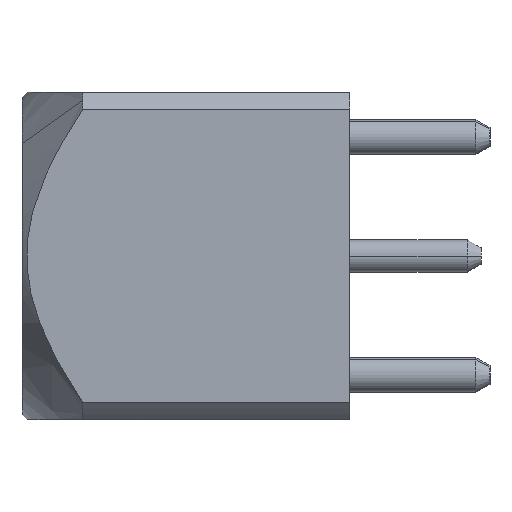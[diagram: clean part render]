
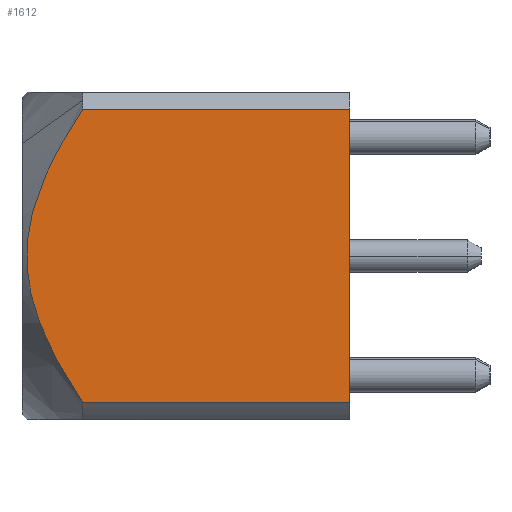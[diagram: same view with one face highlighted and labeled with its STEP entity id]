
A CAD part, left-side view. The second image highlights one B-rep face of the part: STEP entity #1612.
In plain terms, the highlighted planar face has unit normal (-1, 0, 0).
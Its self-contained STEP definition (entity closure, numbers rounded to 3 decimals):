
#3 = VERTEX_POINT ( 'NONE', #598 ) ;
#43 = AXIS2_PLACEMENT_3D ( 'NONE', #2514, #2061, #914 ) ;
#44 = CARTESIAN_POINT ( 'NONE',  ( -17.55, 2.2, -3.137 ) ) ;
#85 = ORIENTED_EDGE ( 'NONE', *, *, #544, .F. ) ;
#206 = CARTESIAN_POINT ( 'NONE',  ( -17.55, -3.5, 0. ) ) ;
#278 = CARTESIAN_POINT ( 'NONE',  ( -17.55, -3.5, -3.137 ) ) ;
#403 = CARTESIAN_POINT ( 'NONE',  ( -17.55, 2.2, 3.137 ) ) ;
#438 = EDGE_LOOP ( 'NONE', ( #2494, #1290, #85, #546 ) ) ;
#494 = VECTOR ( 'NONE', #1686, 1000. ) ;
#544 = EDGE_CURVE ( 'NONE', #2351, #1519, #1185, .T. ) ;
#546 = ORIENTED_EDGE ( 'NONE', *, *, #1373, .T. ) ;
#566 = VECTOR ( 'NONE', #992, 1000. ) ;
#598 = CARTESIAN_POINT ( 'NONE',  ( -17.55, 2.2, -3.137 ) ) ;
#876 = CARTESIAN_POINT ( 'NONE',  ( -17.55, -3.5, 3.137 ) ) ;
#914 = DIRECTION ( 'NONE',  ( 0., 0., 1. ) ) ;
#942 =( BOUNDED_CURVE ( )  B_SPLINE_CURVE ( 2, ( #403, #1590, #44 ),
 .UNSPECIFIED., .F., .T. ) 
 B_SPLINE_CURVE_WITH_KNOTS ( ( 3, 3 ),
 ( 0.029, 0.729 ),
 .UNSPECIFIED. ) 
 CURVE ( )  GEOMETRIC_REPRESENTATION_ITEM ( )  RATIONAL_B_SPLINE_CURVE ( ( 1.03, 1.384, 1.03 ) ) 
 REPRESENTATION_ITEM ( '' )  );
#992 = DIRECTION ( 'NONE',  ( 0., 0., -1. ) ) ;
#1123 = CARTESIAN_POINT ( 'NONE',  ( -17.55, -3.5, -3.137 ) ) ;
#1185 = LINE ( 'NONE', #206, #566 ) ;
#1290 = ORIENTED_EDGE ( 'NONE', *, *, #1783, .T. ) ;
#1308 = VERTEX_POINT ( 'NONE', #1432 ) ;
#1373 = EDGE_CURVE ( 'NONE', #2351, #1308, #1505, .T. ) ;
#1432 = CARTESIAN_POINT ( 'NONE',  ( -17.55, 2.2, 3.137 ) ) ;
#1470 = CARTESIAN_POINT ( 'NONE',  ( -17.55, -3.5, 3.137 ) ) ;
#1505 = LINE ( 'NONE', #1470, #494 ) ;
#1519 = VERTEX_POINT ( 'NONE', #1123 ) ;
#1590 = CARTESIAN_POINT ( 'NONE',  ( -17.55, 4.294, 0. ) ) ;
#1612 = ADVANCED_FACE ( 'NONE', ( #1615 ), #1797, .T. ) ;
#1615 = FACE_OUTER_BOUND ( 'NONE', #438, .T. ) ;
#1686 = DIRECTION ( 'NONE',  ( 0., 1., 0. ) ) ;
#1783 = EDGE_CURVE ( 'NONE', #3, #1519, #1848, .T. ) ;
#1797 = PLANE ( 'NONE',  #43 ) ;
#1848 = LINE ( 'NONE', #278, #2363 ) ;
#1858 = DIRECTION ( 'NONE',  ( 0., -1., 0. ) ) ;
#1909 = EDGE_CURVE ( 'NONE', #1308, #3, #942, .T. ) ;
#2061 = DIRECTION ( 'NONE',  ( -1., 0., 0. ) ) ;
#2351 = VERTEX_POINT ( 'NONE', #876 ) ;
#2363 = VECTOR ( 'NONE', #1858, 1000. ) ;
#2494 = ORIENTED_EDGE ( 'NONE', *, *, #1909, .T. ) ;
#2514 = CARTESIAN_POINT ( 'NONE',  ( -17.55, -3.5, 0. ) ) ;
